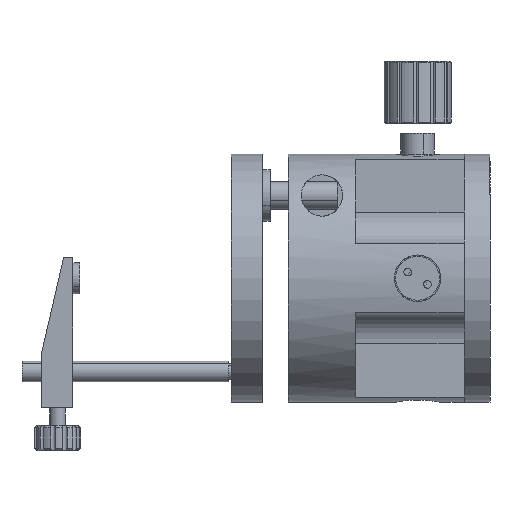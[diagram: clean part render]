
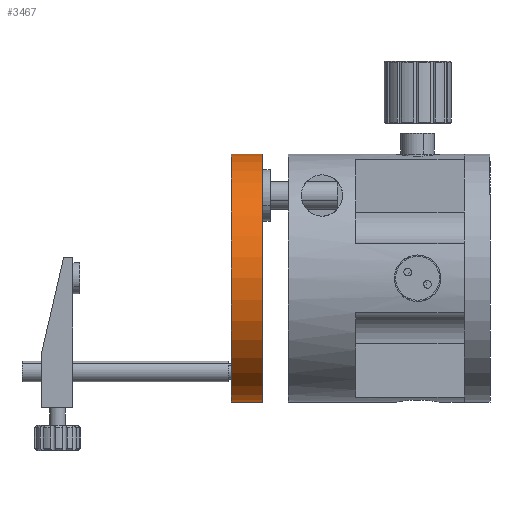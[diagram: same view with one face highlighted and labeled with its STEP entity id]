
A CAD part, left-side view. The second image highlights one B-rep face of the part: STEP entity #3467.
In plain terms, the highlighted cylindrical face has radius 24 mm (diameter 48 mm), a partial arc.
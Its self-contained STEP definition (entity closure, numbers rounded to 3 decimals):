
#107 = AXIS2_PLACEMENT_3D ( 'NONE', #7595, #7596, #7597 ) ;
#235 = AXIS2_PLACEMENT_3D ( 'NONE', #7045, #7046, #7047 ) ;
#3467 = ADVANCED_FACE ( 'NONE', ( #15131 ), #15139, .T. ) ;
#7045 = CARTESIAN_POINT ( 'NONE',  ( -2.175, 5., 1.413 ) ) ;
#7046 = DIRECTION ( 'NONE',  ( 0., 1., 0. ) ) ;
#7047 = DIRECTION ( 'NONE',  ( 0., 0., -1. ) ) ;
#7524 = CARTESIAN_POINT ( 'NONE',  ( -2.175, 11., -22.587 ) ) ;
#7548 = DIRECTION ( 'NONE',  ( 0., -1., 0. ) ) ;
#7595 = CARTESIAN_POINT ( 'NONE',  ( -2.175, 11., 1.413 ) ) ;
#7596 = DIRECTION ( 'NONE',  ( 0., 1., 0. ) ) ;
#7597 = DIRECTION ( 'NONE',  ( 0., 0., -1. ) ) ;
#7698 = EDGE_CURVE ( 'NONE', #12585, #12648, #16226, .T. ) ;
#7711 = EDGE_CURVE ( 'NONE', #12585, #12695, #16238, .T. ) ;
#7797 = EDGE_CURVE ( 'NONE', #12695, #12561, #16339, .T. ) ;
#7921 = EDGE_CURVE ( 'NONE', #12648, #12561, #16494, .T. ) ;
#8107 = CARTESIAN_POINT ( 'NONE',  ( -2.175, 11., 25.413 ) ) ;
#8111 = DIRECTION ( 'NONE',  ( 0., -1., 0. ) ) ;
#8797 = DIRECTION ( 'NONE',  ( 0., 0., 1. ) ) ;
#8853 = DIRECTION ( 'NONE',  ( 0., -1., 0. ) ) ;
#8901 = CARTESIAN_POINT ( 'NONE',  ( -2.175, 11., 1.413 ) ) ;
#9455 = ORIENTED_EDGE ( 'NONE', *, *, #7797, .F. ) ;
#9567 = ORIENTED_EDGE ( 'NONE', *, *, #7698, .T. ) ;
#9600 = ORIENTED_EDGE ( 'NONE', *, *, #7711, .F. ) ;
#9780 = ORIENTED_EDGE ( 'NONE', *, *, #7921, .T. ) ;
#12561 = VERTEX_POINT ( 'NONE', #17545 ) ;
#12585 = VERTEX_POINT ( 'NONE', #17569 ) ;
#12648 = VERTEX_POINT ( 'NONE', #17632 ) ;
#12695 = VERTEX_POINT ( 'NONE', #17679 ) ;
#13470 = EDGE_LOOP ( 'NONE', ( #9600, #9567, #9780, #9455 ) ) ;
#15131 = FACE_OUTER_BOUND ( 'NONE', #13470, .T. ) ;
#15139 = CYLINDRICAL_SURFACE ( 'NONE', #22101, 24. ) ;
#16225 = VECTOR ( 'NONE', #7548, 1000. ) ;
#16226 = LINE ( 'NONE', #7524, #16225 ) ;
#16238 = CIRCLE ( 'NONE', #107, 24. ) ;
#16339 = LINE ( 'NONE', #8107, #16345 ) ;
#16345 = VECTOR ( 'NONE', #8111, 1000. ) ;
#16494 = CIRCLE ( 'NONE', #235, 24. ) ;
#17545 = CARTESIAN_POINT ( 'NONE',  ( -2.175, 5., 25.413 ) ) ;
#17569 = CARTESIAN_POINT ( 'NONE',  ( -2.175, 11., -22.587 ) ) ;
#17632 = CARTESIAN_POINT ( 'NONE',  ( -2.175, 5., -22.587 ) ) ;
#17679 = CARTESIAN_POINT ( 'NONE',  ( -2.175, 11., 25.413 ) ) ;
#22101 = AXIS2_PLACEMENT_3D ( 'NONE', #8901, #8853, #8797 ) ;
